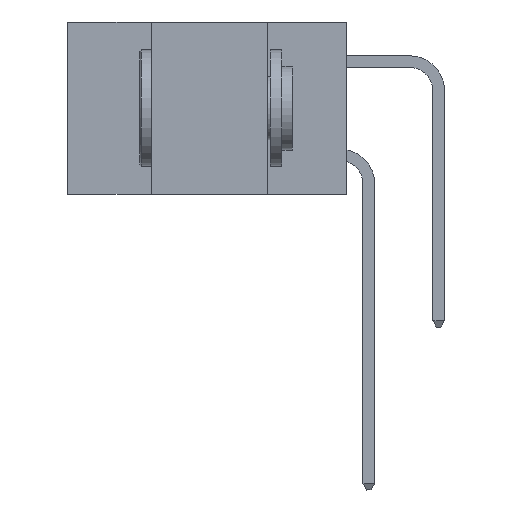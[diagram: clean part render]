
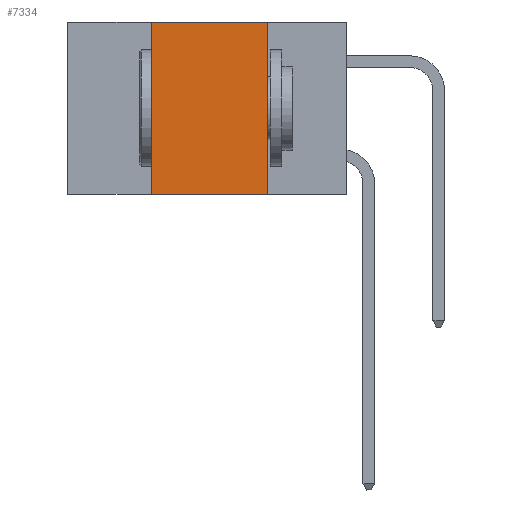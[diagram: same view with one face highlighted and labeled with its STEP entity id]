
A CAD part, left-side view. The second image highlights one B-rep face of the part: STEP entity #7334.
In plain terms, the highlighted planar face has unit normal (-1, 0, 0).
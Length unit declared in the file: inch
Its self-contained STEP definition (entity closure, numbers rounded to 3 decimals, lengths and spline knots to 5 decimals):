
#277 = ORIENTED_EDGE ( 'NONE', *, *, #4907, .F. ) ;
#1222 = FACE_OUTER_BOUND ( 'NONE', #9255, .T. ) ;
#1653 = DIRECTION ( 'NONE',  ( 0., 0., -1. ) ) ;
#1842 = LINE ( 'NONE', #13312, #6748 ) ;
#2043 = EDGE_CURVE ( 'NONE', #8739, #12962, #12173, .T. ) ;
#2507 = DIRECTION ( 'NONE',  ( 0., -1., 0. ) ) ;
#2654 = ORIENTED_EDGE ( 'NONE', *, *, #3301, .F. ) ;
#3301 = EDGE_CURVE ( 'NONE', #8739, #4096, #1842, .T. ) ;
#4077 = CARTESIAN_POINT ( 'NONE',  ( 0., 0.6, -0.37 ) ) ;
#4096 = VERTEX_POINT ( 'NONE', #13128 ) ;
#4161 = VERTEX_POINT ( 'NONE', #11879 ) ;
#4907 = EDGE_CURVE ( 'NONE', #4096, #4161, #9707, .T. ) ;
#5294 = ORIENTED_EDGE ( 'NONE', *, *, #2043, .T. ) ;
#5335 = ORIENTED_EDGE ( 'NONE', *, *, #5723, .F. ) ;
#5723 = EDGE_CURVE ( 'NONE', #4161, #12962, #9356, .T. ) ;
#6518 = PLANE ( 'NONE',  #9611 ) ;
#6748 = VECTOR ( 'NONE', #8129, 39.37008 ) ;
#7334 = ADVANCED_FACE ( 'NONE', ( #1222 ), #6518, .F. ) ;
#7399 = DIRECTION ( 'NONE',  ( 0., -1., 0. ) ) ;
#7725 = DIRECTION ( 'NONE',  ( 0., 0., -1. ) ) ;
#8129 = DIRECTION ( 'NONE',  ( 0., 0., 1. ) ) ;
#8287 = CARTESIAN_POINT ( 'NONE',  ( 0., 0.17, 0. ) ) ;
#8719 = VECTOR ( 'NONE', #1653, 39.37008 ) ;
#8739 = VERTEX_POINT ( 'NONE', #10756 ) ;
#9255 = EDGE_LOOP ( 'NONE', ( #5335, #277, #2654, #5294 ) ) ;
#9356 = LINE ( 'NONE', #8287, #8719 ) ;
#9611 = AXIS2_PLACEMENT_3D ( 'NONE', #13035, #13179, #7725 ) ;
#9707 = LINE ( 'NONE', #10127, #12394 ) ;
#10127 = CARTESIAN_POINT ( 'NONE',  ( 0., 0.6, 0. ) ) ;
#10756 = CARTESIAN_POINT ( 'NONE',  ( 0., 0.42, -0.37 ) ) ;
#11879 = CARTESIAN_POINT ( 'NONE',  ( 0., 0.17, 0. ) ) ;
#12173 = LINE ( 'NONE', #4077, #12490 ) ;
#12394 = VECTOR ( 'NONE', #2507, 39.37008 ) ;
#12490 = VECTOR ( 'NONE', #7399, 39.37008 ) ;
#12962 = VERTEX_POINT ( 'NONE', #13498 ) ;
#13035 = CARTESIAN_POINT ( 'NONE',  ( 0., 0.6, 0. ) ) ;
#13128 = CARTESIAN_POINT ( 'NONE',  ( 0., 0.42, 0. ) ) ;
#13179 = DIRECTION ( 'NONE',  ( 1., 0., 0. ) ) ;
#13312 = CARTESIAN_POINT ( 'NONE',  ( 0., 0.42, 0. ) ) ;
#13498 = CARTESIAN_POINT ( 'NONE',  ( 0., 0.17, -0.37 ) ) ;
